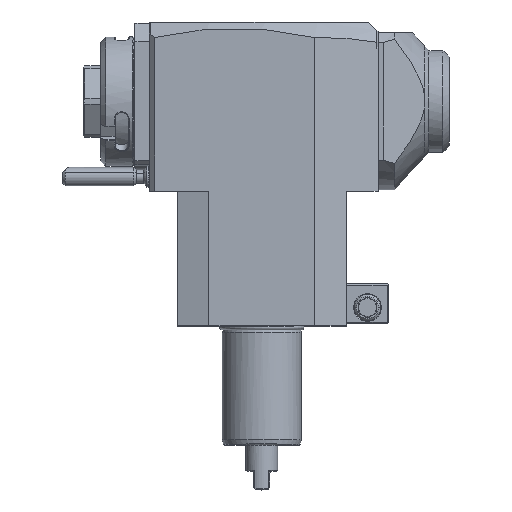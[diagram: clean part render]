
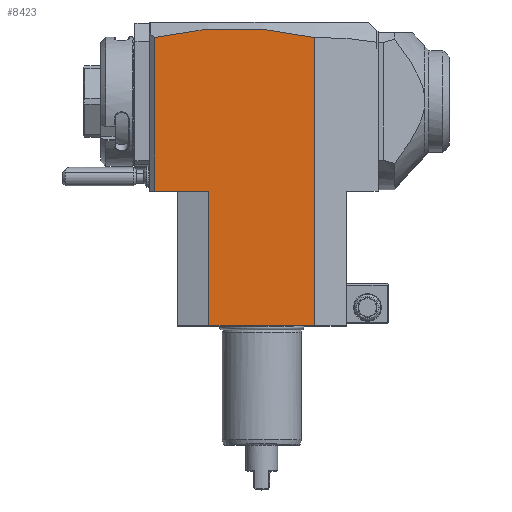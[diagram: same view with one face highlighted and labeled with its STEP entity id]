
A CAD part, top view. The second image highlights one B-rep face of the part: STEP entity #8423.
In plain terms, the highlighted planar face has unit normal (0, 0, 1).
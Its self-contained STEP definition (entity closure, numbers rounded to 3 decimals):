
#17=DIRECTION('',(-1.,0.,0.));
#18=VECTOR('',#17,40.);
#19=CARTESIAN_POINT('',(20.,0.,32.));
#20=LINE('',#19,#18);
#1012=DIRECTION('',(0.,1.,0.));
#1013=VECTOR('',#1012,109.092);
#1014=CARTESIAN_POINT('',(20.,0.,32.));
#1015=LINE('',#1014,#1013);
#1038=DIRECTION('',(-1.,0.,0.));
#1039=VECTOR('',#1038,20.5);
#1040=CARTESIAN_POINT('',(-20.,51.,32.));
#1041=LINE('',#1040,#1039);
#1042=CARTESIAN_POINT('',(-40.5,109.133,32.));
#1043=CARTESIAN_POINT('',(-35.458,110.345,32.));
#1044=CARTESIAN_POINT('',(-25.373,112.145,32.));
#1045=CARTESIAN_POINT('',(-10.247,113.032,32.));
#1046=CARTESIAN_POINT('',(4.877,112.124,32.));
#1047=CARTESIAN_POINT('',(14.959,110.311,32.));
#1048=CARTESIAN_POINT('',(20.,109.092,32.));
#1062=DIRECTION('',(0.,-1.,0.));
#1063=VECTOR('',#1062,58.133);
#1064=CARTESIAN_POINT('',(-40.5,109.133,32.));
#1065=LINE('',#1064,#1063);
#1075=DIRECTION('',(0.,-1.,0.));
#1076=VECTOR('',#1075,51.);
#1077=CARTESIAN_POINT('',(-20.,51.,32.));
#1078=LINE('',#1077,#1076);
#6972=VERTEX_POINT('',#1042);
#6973=VERTEX_POINT('',#1048);
#7338=CARTESIAN_POINT('',(-40.5,51.,32.));
#7340=VERTEX_POINT('',#7338);
#7358=CARTESIAN_POINT('',(20.,0.,32.));
#7359=VERTEX_POINT('',#7358);
#7360=CARTESIAN_POINT('',(-20.,0.,32.));
#7361=VERTEX_POINT('',#7360);
#7538=CARTESIAN_POINT('',(-20.,51.,32.));
#7539=VERTEX_POINT('',#7538);
#8407=CARTESIAN_POINT('',(-35.103,51.,32.));
#8408=DIRECTION('',(0.,0.,1.));
#8409=DIRECTION('',(1.,0.,0.));
#8410=AXIS2_PLACEMENT_3D('',#8407,#8408,#8409);
#8411=PLANE('',#8410);
#8413=ORIENTED_EDGE('',*,*,#8412,.T.);
#8415=ORIENTED_EDGE('',*,*,#8414,.F.);
#8416=ORIENTED_EDGE('',*,*,#7761,.T.);
#8417=ORIENTED_EDGE('',*,*,#8395,.F.);
#8418=ORIENTED_EDGE('',*,*,#7553,.T.);
#8420=ORIENTED_EDGE('',*,*,#8419,.F.);
#8421=EDGE_LOOP('',(#8413,#8415,#8416,#8417,#8418,#8420));
#8422=FACE_OUTER_BOUND('',#8421,.F.);
#1049=B_SPLINE_CURVE_WITH_KNOTS('',3,(#1042,#1043,#1044,#1045,#1046,#1047,
#1048),.UNSPECIFIED.,.F.,.F.,(4,1,1,1,4),(0.,0.25,0.5,0.75,1.),
.UNSPECIFIED.);
#7553=EDGE_CURVE('',#7359,#7361,#20,.T.);
#7761=EDGE_CURVE('',#6972,#6973,#1049,.T.);
#8395=EDGE_CURVE('',#7359,#6973,#1015,.T.);
#8412=EDGE_CURVE('',#7539,#7340,#1041,.T.);
#8414=EDGE_CURVE('',#6972,#7340,#1065,.T.);
#8419=EDGE_CURVE('',#7539,#7361,#1078,.T.);
#8423=ADVANCED_FACE('',(#8422),#8411,.T.);
